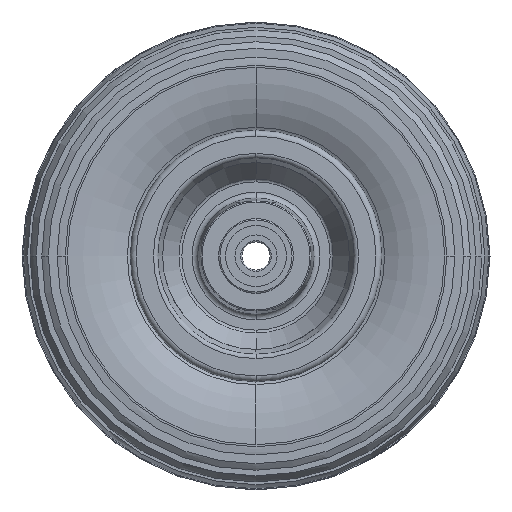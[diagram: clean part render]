
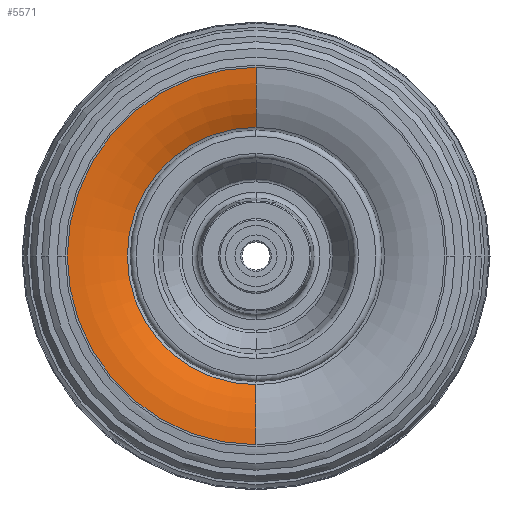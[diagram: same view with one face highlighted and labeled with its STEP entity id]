
A CAD part, left-side view. The second image highlights one B-rep face of the part: STEP entity #5571.
In plain terms, the highlighted toroidal (fillet/blend) face has major radius 80.671 mm and minor radius 50 mm.
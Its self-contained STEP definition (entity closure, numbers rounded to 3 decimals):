
#51 = DIRECTION ( 'NONE',  ( 0., 0., 1. ) ) ;
#478 = EDGE_LOOP ( 'NONE', ( #6128, #5032, #10009, #775 ) ) ;
#560 = AXIS2_PLACEMENT_3D ( 'NONE', #4463, #6795, #10201 ) ;
#775 = ORIENTED_EDGE ( 'NONE', *, *, #6253, .F. ) ;
#1039 = EDGE_CURVE ( 'NONE', #2005, #8173, #8883, .T. ) ;
#1368 = CARTESIAN_POINT ( 'NONE',  ( -17.907, 0., 55. ) ) ;
#1416 = CIRCLE ( 'NONE', #9848, 50. ) ;
#1450 = CARTESIAN_POINT ( 'NONE',  ( -25., 0., 80.671 ) ) ;
#2005 = VERTEX_POINT ( 'NONE', #1450 ) ;
#2065 = DIRECTION ( 'NONE',  ( 0., 0., 1. ) ) ;
#2385 = CIRCLE ( 'NONE', #560, 50. ) ;
#2407 = CARTESIAN_POINT ( 'NONE',  ( 25., 0., -80.671 ) ) ;
#2891 = AXIS2_PLACEMENT_3D ( 'NONE', #3015, #9532, #2065 ) ;
#3015 = CARTESIAN_POINT ( 'NONE',  ( -17.907, 0., 0. ) ) ;
#3219 = CARTESIAN_POINT ( 'NONE',  ( -25., 0., 0. ) ) ;
#3455 = TOROIDAL_SURFACE ( 'NONE', #8713, 80.671, 50. ) ;
#3570 = DIRECTION ( 'NONE',  ( 0., 0., 1. ) ) ;
#3643 = CARTESIAN_POINT ( 'NONE',  ( 25., 0., 0. ) ) ;
#4245 = FACE_OUTER_BOUND ( 'NONE', #478, .T. ) ;
#4463 = CARTESIAN_POINT ( 'NONE',  ( 25., 0., 80.671 ) ) ;
#4498 = VERTEX_POINT ( 'NONE', #1368 ) ;
#4745 = CARTESIAN_POINT ( 'NONE',  ( -17.907, 0., -55. ) ) ;
#5032 = ORIENTED_EDGE ( 'NONE', *, *, #7734, .T. ) ;
#5503 = CARTESIAN_POINT ( 'NONE',  ( -25., 0., -80.671 ) ) ;
#5571 = ADVANCED_FACE ( 'NONE', ( #4245 ), #3455, .T. ) ;
#5823 = VERTEX_POINT ( 'NONE', #4745 ) ;
#6128 = ORIENTED_EDGE ( 'NONE', *, *, #1039, .T. ) ;
#6253 = EDGE_CURVE ( 'NONE', #2005, #4498, #2385, .T. ) ;
#6589 = AXIS2_PLACEMENT_3D ( 'NONE', #3219, #8885, #9025 ) ;
#6795 = DIRECTION ( 'NONE',  ( 0., -1., 0. ) ) ;
#7506 = CIRCLE ( 'NONE', #2891, 55. ) ;
#7674 = DIRECTION ( 'NONE',  ( -1., 0., 0. ) ) ;
#7734 = EDGE_CURVE ( 'NONE', #8173, #5823, #1416, .T. ) ;
#8115 = DIRECTION ( 'NONE',  ( 0., 1., 0. ) ) ;
#8173 = VERTEX_POINT ( 'NONE', #5503 ) ;
#8713 = AXIS2_PLACEMENT_3D ( 'NONE', #3643, #7674, #3570 ) ;
#8883 = CIRCLE ( 'NONE', #6589, 80.671 ) ;
#8885 = DIRECTION ( 'NONE',  ( -1., 0., 0. ) ) ;
#9025 = DIRECTION ( 'NONE',  ( 0., 0., 1. ) ) ;
#9532 = DIRECTION ( 'NONE',  ( -1., 0., 0. ) ) ;
#9848 = AXIS2_PLACEMENT_3D ( 'NONE', #2407, #8115, #51 ) ;
#10009 = ORIENTED_EDGE ( 'NONE', *, *, #10370, .F. ) ;
#10201 = DIRECTION ( 'NONE',  ( 0., 0., -1. ) ) ;
#10370 = EDGE_CURVE ( 'NONE', #4498, #5823, #7506, .T. ) ;
